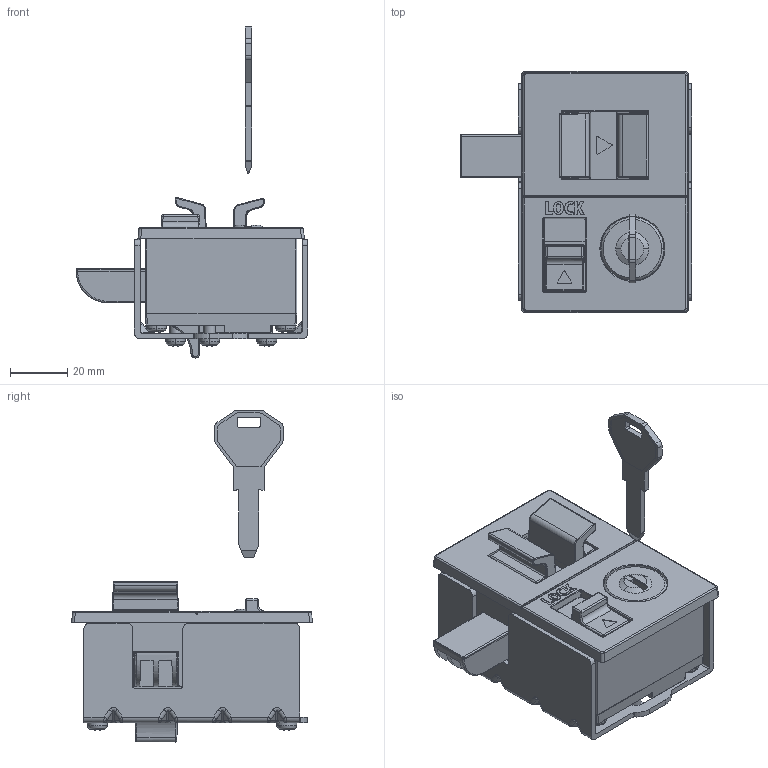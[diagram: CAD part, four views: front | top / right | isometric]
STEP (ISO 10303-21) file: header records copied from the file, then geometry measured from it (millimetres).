
FILE_DESCRIPTION( (''), '2;1');
FILE_NAME ('PC18.11220.LL-0021_18805.stp','2025-08-06T15:59:24',(''),(''),'spGate 19.8.4 (****-****-****-****)','','');
FILE_SCHEMA (('AUTOMOTIVE_DESIGN'));
Length unit declared in the file: millimetre
Products named in the file (10): Assembly; LL-0021_M1; LL-0021_M2; LL-0021_M3; LL-0021_M4; LL-0021_M5; LL-0021_M6; LL-0021_M7; LL-0021_M8; LL-0021_M9
Assembly tree (9 placements, depth 2):
  Assembly
    LL-0021_M1
    LL-0021_M2
    LL-0021_M3
    LL-0021_M4
    LL-0021_M5
    LL-0021_M6
    LL-0021_M7
    LL-0021_M8
    LL-0021_M9
Bounding box: 80.7 x 84 x 115.7 mm (x, y, z)
Volume: 137777.7 mm3; surface area: 56600.9 mm2
Topology: 9 solids, 9 shells, 1382 faces, 3595 edges, 2236 vertices
Faces by surface type: plane 573, cylinder 492, bspline 263, sphere 54
Entity records: 82725 total; most frequent: CARTESIAN_POINT 21832, ORIENTED_EDGE 7136, DIRECTION 6367, COLOUR_RGB 4959, PRESENTATION_STYLE_ASSIGNMENT 4959, STYLED_ITEM 4959, EDGE_CURVE 3568, DRAUGHTING_PRE_DEFINED_CURVE_FONT 3568
